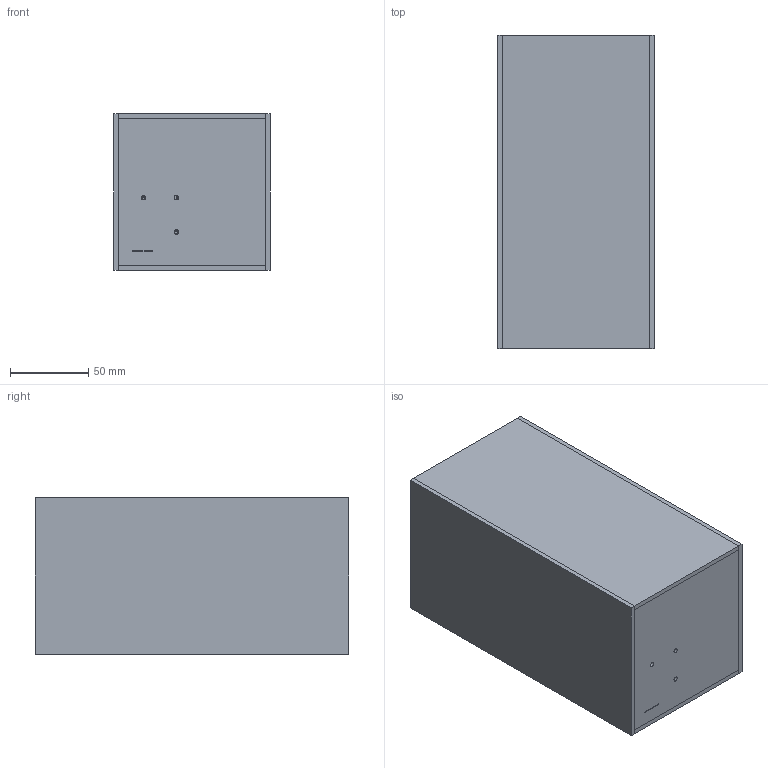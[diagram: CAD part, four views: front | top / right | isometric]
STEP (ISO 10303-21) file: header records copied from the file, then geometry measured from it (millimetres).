
FILE_DESCRIPTION(/* description */ (''),/* implementation_level */ '2;1');
FILE_NAME(/* name */ '3D Draft Spectrometer v9 with Walls.step',/* time_stamp */ '2023-10-30T20:08:45-04:00',/* author */ (''),/* organization */ (''),/* preprocessor_version */ 'ST-DEVELOPER v20',/* originating_system */ 'Autodesk Translation Framework v12.14.0.127',/* authorisation */ '');
FILE_SCHEMA (('AUTOMOTIVE_DESIGN { 1 0 10303 214 3 1 1 }'));
Length unit declared in the file: millimetre
Products named in the file (4): (Unsaved); M1050D1-Step v1; SC0915 v1; CUI_DEVICES_CP60440 v1
Assembly tree (6 placements, depth 2):
  (Unsaved)
    M1050D1-Step v1  x3
    SC0915 v1  x2
    CUI_DEVICES_CP60440 v1
Bounding box: 100 x 200 x 100 mm (x, y, z)
Volume: 432472.5 mm3; surface area: 263608.1 mm2
Topology: 248 solids, 248 shells, 3996 faces, 9913 edges, 6406 vertices
Faces by surface type: plane 2858, cylinder 1024, bspline 53, sphere 40, torus 12, cone 9
Full cylindrical faces by diameter (mm): 0.3 x3, 1 x88, 1.6 x2, 2 x6, 2.1 x8, 2.897 x1, 2.9 x2, 3.8 x16, 3.9 x1, 5.334 x1, 6 x3, 17 x1, 21.75 x1, 25.4 x1
Entity records: 59807 total; most frequent: CARTESIAN_POINT 11947, DIRECTION 9711, ORIENTED_EDGE 9682, EDGE_CURVE 4841, LINE 3773, VECTOR 3773, VERTEX_POINT 3136, AXIS2_PLACEMENT_3D 2969
